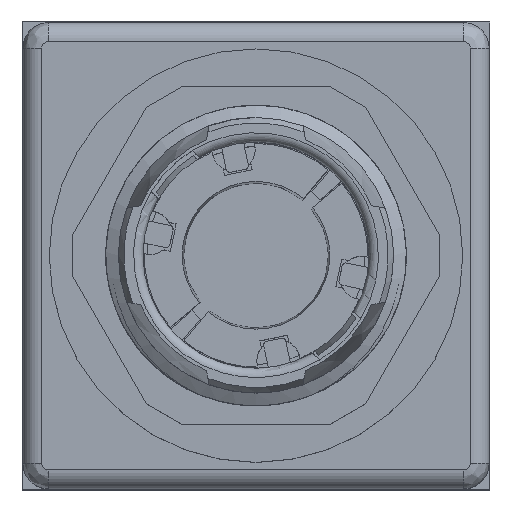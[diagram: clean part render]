
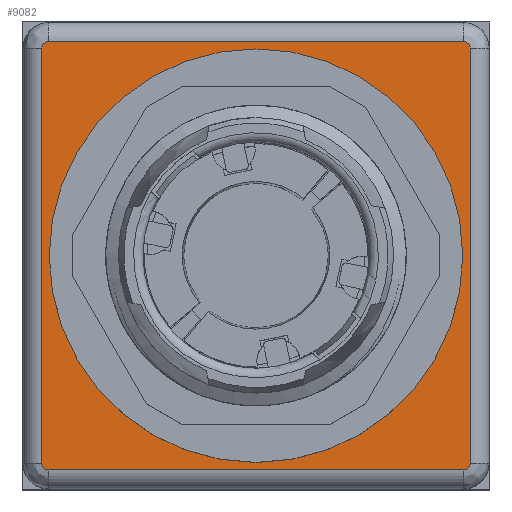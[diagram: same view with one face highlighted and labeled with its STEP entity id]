
A CAD part, top view. The second image highlights one B-rep face of the part: STEP entity #9082.
In plain terms, the highlighted planar face has unit normal (0, 0, 1).
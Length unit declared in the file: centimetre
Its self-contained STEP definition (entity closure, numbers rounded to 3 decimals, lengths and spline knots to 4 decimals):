
#51=FACE_BOUND('',#1752,.T.);
#510=CIRCLE('',#9879,1.1);
#537=CIRCLE('',#9927,0.035);
#543=CIRCLE('',#9934,0.035);
#547=CIRCLE('',#9939,0.035);
#551=CIRCLE('',#9944,0.035);
#1257=FACE_OUTER_BOUND('',#1751,.T.);
#1751=EDGE_LOOP('',(#7818,#7819,#7820,#7821,#7822,#7823,#7824,#7825));
#1752=EDGE_LOOP('',(#7826));
#2466=LINE('',#24087,#3193);
#2468=LINE('',#24107,#3195);
#2470=LINE('',#24127,#3197);
#2472=LINE('',#24144,#3199);
#3193=VECTOR('',#12313,1.);
#3195=VECTOR('',#12325,1.);
#3197=VECTOR('',#12337,1.);
#3199=VECTOR('',#12347,1.);
#3987=VERTEX_POINT('',#23972);
#4015=VERTEX_POINT('',#24075);
#4016=VERTEX_POINT('',#24077);
#4018=VERTEX_POINT('',#24083);
#4020=VERTEX_POINT('',#24097);
#4022=VERTEX_POINT('',#24103);
#4024=VERTEX_POINT('',#24117);
#4026=VERTEX_POINT('',#24123);
#4028=VERTEX_POINT('',#24137);
#5228=EDGE_CURVE('',#3987,#3987,#510,.T.);
#5273=EDGE_CURVE('',#4015,#4016,#537,.T.);
#5278=EDGE_CURVE('',#4016,#4018,#2466,.T.);
#5281=EDGE_CURVE('',#4018,#4020,#543,.T.);
#5284=EDGE_CURVE('',#4020,#4022,#2468,.T.);
#5287=EDGE_CURVE('',#4022,#4024,#547,.T.);
#5290=EDGE_CURVE('',#4024,#4026,#2470,.T.);
#5293=EDGE_CURVE('',#4026,#4028,#551,.T.);
#5295=EDGE_CURVE('',#4028,#4015,#2472,.T.);
#7818=ORIENTED_EDGE('',*,*,#5273,.F.);
#7819=ORIENTED_EDGE('',*,*,#5295,.F.);
#7820=ORIENTED_EDGE('',*,*,#5293,.F.);
#7821=ORIENTED_EDGE('',*,*,#5290,.F.);
#7822=ORIENTED_EDGE('',*,*,#5287,.F.);
#7823=ORIENTED_EDGE('',*,*,#5284,.F.);
#7824=ORIENTED_EDGE('',*,*,#5281,.F.);
#7825=ORIENTED_EDGE('',*,*,#5278,.F.);
#7826=ORIENTED_EDGE('',*,*,#5228,.T.);
#8137=PLANE('',#9952);
#9082=ADVANCED_FACE('',(#1257,#51),#8137,.F.);
#9879=AXIS2_PLACEMENT_3D('',#23974,#12188,#12189);
#9927=AXIS2_PLACEMENT_3D('',#24078,#12302,#12303);
#9934=AXIS2_PLACEMENT_3D('',#24101,#12318,#12319);
#9939=AXIS2_PLACEMENT_3D('',#24121,#12330,#12331);
#9944=AXIS2_PLACEMENT_3D('',#24141,#12342,#12343);
#9952=AXIS2_PLACEMENT_3D('',#24163,#12367,#12368);
#12188=DIRECTION('center_axis',(0.,0.,
-1.));
#12189=DIRECTION('ref_axis',(0.,-1.,0.));
#12302=DIRECTION('center_axis',(0.,0.,
-1.));
#12303=DIRECTION('ref_axis',(0.707,0.707,0.));
#12313=DIRECTION('',(0.,-1.,0.));
#12318=DIRECTION('center_axis',(0.,0.,
-1.));
#12319=DIRECTION('ref_axis',(0.707,-0.707,0.));
#12325=DIRECTION('',(-1.,0.,0.));
#12330=DIRECTION('center_axis',(0.,0.,
-1.));
#12331=DIRECTION('ref_axis',(-0.707,-0.707,0.));
#12337=DIRECTION('',(0.,1.,0.));
#12342=DIRECTION('center_axis',(0.,0.,
-1.));
#12343=DIRECTION('ref_axis',(-0.707,0.707,0.));
#12347=DIRECTION('',(1.,0.,0.));
#12367=DIRECTION('center_axis',(0.,0.,
-1.));
#12368=DIRECTION('ref_axis',(-1.,0.,0.));
#23972=CARTESIAN_POINT('',(0.,1.1,0.685));
#23974=CARTESIAN_POINT('Origin',(0.,0.,
0.685));
#24075=CARTESIAN_POINT('',(1.105,1.14,0.685));
#24077=CARTESIAN_POINT('',(1.14,1.105,0.685));
#24078=CARTESIAN_POINT('Origin',(1.105,1.105,0.685));
#24083=CARTESIAN_POINT('',(1.14,-1.105,0.685));
#24087=CARTESIAN_POINT('',(1.14,-0.5525,0.685));
#24097=CARTESIAN_POINT('',(1.105,-1.14,0.685));
#24101=CARTESIAN_POINT('Origin',(1.105,-1.105,0.685));
#24103=CARTESIAN_POINT('',(-1.105,-1.14,0.685));
#24107=CARTESIAN_POINT('',(-0.5525,-1.14,0.685));
#24117=CARTESIAN_POINT('',(-1.14,-1.105,0.685));
#24121=CARTESIAN_POINT('Origin',(-1.105,-1.105,0.685));
#24123=CARTESIAN_POINT('',(-1.14,1.105,0.685));
#24127=CARTESIAN_POINT('',(-1.14,0.5525,0.685));
#24137=CARTESIAN_POINT('',(-1.105,1.14,0.685));
#24141=CARTESIAN_POINT('Origin',(-1.105,1.105,0.685));
#24144=CARTESIAN_POINT('',(0.5525,1.14,0.685));
#24163=CARTESIAN_POINT('Origin',(0.,0.,
0.685));
